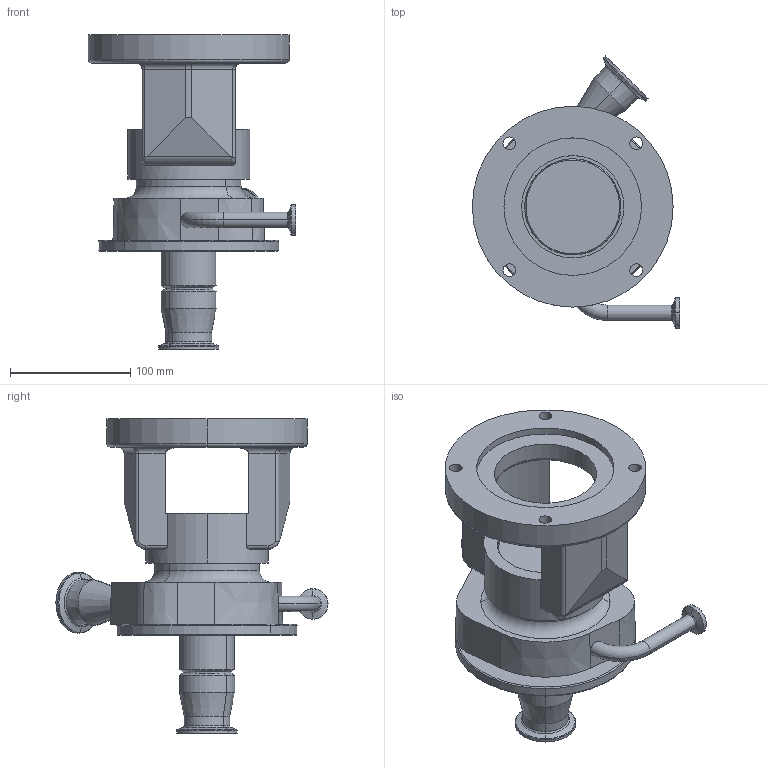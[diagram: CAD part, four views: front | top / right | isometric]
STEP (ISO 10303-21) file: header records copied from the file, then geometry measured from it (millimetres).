
FILE_DESCRIPTION (( 'STEP AP214' ), '1' );
FILE_NAME ('FPR 701-702 56-140TC 45L 1-2 IN ELBOW LEFT DRAIN.STEP', '2023-01-06T19:43:01', ( '' ), ( '' ), 'SwSTEP 2.0', 'SolidWorks 2021', '' );
FILE_SCHEMA (( 'AUTOMOTIVE_DESIGN' ));
Length unit declared in the file: millimetre
Products named in the file (1): FPR 701-702 56-140TC 45L 1-2 IN ELBOW LEFT DRAIN
Bounding box: 172.4 x 226.35 x 261.5 mm (x, y, z)
Volume: 1456095.4 mm3; surface area: 253036.3 mm2
Topology: 1 solids, 1 shells, 304 faces, 686 edges, 397 vertices
Faces by surface type: cylinder 96, torus 76, cone 71, plane 55, bspline 4, sphere 2
Entity records: 9346 total; most frequent: CARTESIAN_POINT 2410, DIRECTION 1606, ORIENTED_EDGE 1356, AXIS2_PLACEMENT_3D 688, EDGE_CURVE 678, VERTEX_POINT 397, CIRCLE 387, EDGE_LOOP 341
